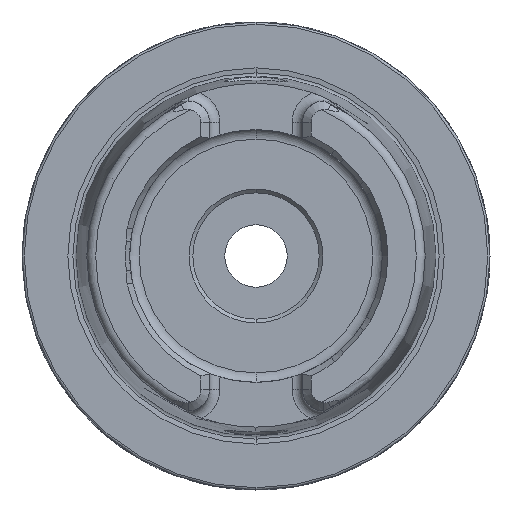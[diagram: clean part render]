
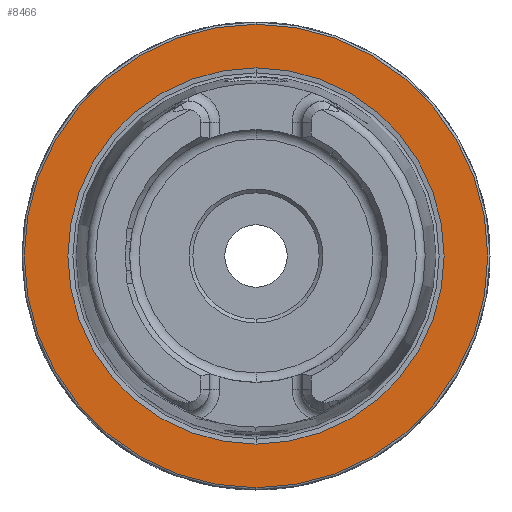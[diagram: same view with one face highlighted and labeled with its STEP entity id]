
A CAD part, left-side view. The second image highlights one B-rep face of the part: STEP entity #8466.
In plain terms, the highlighted planar face has unit normal (-1, 0, 0).
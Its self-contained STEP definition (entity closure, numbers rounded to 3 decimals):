
#166 = ORIENTED_EDGE ( 'NONE', *, *, #7227, .F. ) ;
#167 = ORIENTED_EDGE ( 'NONE', *, *, #4885, .F. ) ;
#168 = ORIENTED_EDGE ( 'NONE', *, *, #4881, .T. ) ;
#169 = ORIENTED_EDGE ( 'NONE', *, *, #7228, .T. ) ;
#629 = FACE_BOUND ( 'NONE', #8028, .T. ) ;
#631 = FACE_OUTER_BOUND ( 'NONE', #8093, .T. ) ;
#1568 = CIRCLE ( 'NONE', #5265, 25.324 ) ;
#1569 = CIRCLE ( 'NONE', #5266, 31.2 ) ;
#2756 = CARTESIAN_POINT ( 'NONE',  ( 0., 0., 25.324 ) ) ;
#2819 = CARTESIAN_POINT ( 'NONE',  ( 0., 0., -25.324 ) ) ;
#2829 = CARTESIAN_POINT ( 'NONE',  ( 0., 0., -31.2 ) ) ;
#2837 = CARTESIAN_POINT ( 'NONE',  ( 0., 0., 31.2 ) ) ;
#3771 = VERTEX_POINT ( 'NONE', #2756 ) ;
#3774 = VERTEX_POINT ( 'NONE', #2837 ) ;
#3781 = VERTEX_POINT ( 'NONE', #2829 ) ;
#3786 = VERTEX_POINT ( 'NONE', #2819 ) ;
#4450 = CARTESIAN_POINT ( 'NONE',  ( 0., 0., 0. ) ) ;
#4451 = DIRECTION ( 'NONE',  ( -1., 0., 0. ) ) ;
#4452 = DIRECTION ( 'NONE',  ( 0., 0., 1. ) ) ;
#4461 = CARTESIAN_POINT ( 'NONE',  ( 0., 0., 0. ) ) ;
#4462 = DIRECTION ( 'NONE',  ( -1., 0., 0. ) ) ;
#4463 = DIRECTION ( 'NONE',  ( 0., 0., 1. ) ) ;
#4881 = EDGE_CURVE ( 'NONE', #3774, #3781, #5456, .T. ) ;
#4885 = EDGE_CURVE ( 'NONE', #3786, #3771, #5459, .T. ) ;
#5158 = AXIS2_PLACEMENT_3D ( 'NONE', #4450, #4451, #4452 ) ;
#5161 = AXIS2_PLACEMENT_3D ( 'NONE', #4461, #4462, #4463 ) ;
#5265 = AXIS2_PLACEMENT_3D ( 'NONE', #6348, #6349, #6350 ) ;
#5266 = AXIS2_PLACEMENT_3D ( 'NONE', #6351, #6352, #6353 ) ;
#5456 = CIRCLE ( 'NONE', #5158, 31.2 ) ;
#5459 = CIRCLE ( 'NONE', #5161, 25.324 ) ;
#6348 = CARTESIAN_POINT ( 'NONE',  ( 0., 0., 0. ) ) ;
#6349 = DIRECTION ( 'NONE',  ( -1., 0., 0. ) ) ;
#6350 = DIRECTION ( 'NONE',  ( 0., 0., 1. ) ) ;
#6351 = CARTESIAN_POINT ( 'NONE',  ( 0., 0., 0. ) ) ;
#6352 = DIRECTION ( 'NONE',  ( -1., 0., 0. ) ) ;
#6353 = DIRECTION ( 'NONE',  ( 0., 0., 1. ) ) ;
#6791 = CARTESIAN_POINT ( 'NONE',  ( 0., 31.2, 0. ) ) ;
#6794 = PLANE ( 'NONE',  #7741 ) ;
#6796 = DIRECTION ( 'NONE',  ( 1., 0., 0. ) ) ;
#6797 = DIRECTION ( 'NONE',  ( 0., 0., -1. ) ) ;
#7227 = EDGE_CURVE ( 'NONE', #3771, #3786, #1568, .T. ) ;
#7228 = EDGE_CURVE ( 'NONE', #3781, #3774, #1569, .T. ) ;
#7741 = AXIS2_PLACEMENT_3D ( 'NONE', #6791, #6796, #6797 ) ;
#8028 = EDGE_LOOP ( 'NONE', ( #166, #167 ) ) ;
#8093 = EDGE_LOOP ( 'NONE', ( #168, #169 ) ) ;
#8466 = ADVANCED_FACE ( 'NONE', ( #629, #631 ), #6794, .F. ) ;
